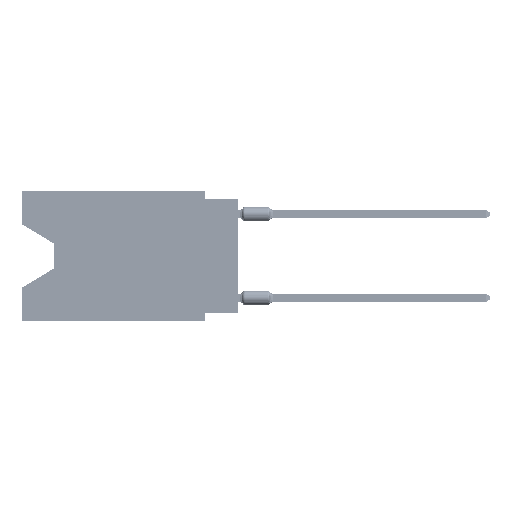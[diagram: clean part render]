
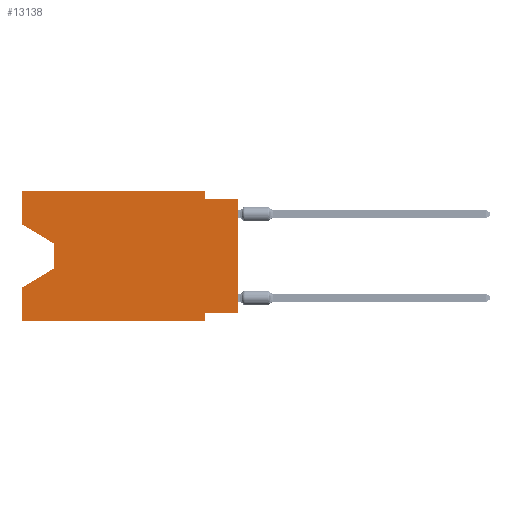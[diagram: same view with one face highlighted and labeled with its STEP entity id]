
A CAD part, left-side view. The second image highlights one B-rep face of the part: STEP entity #13138.
In plain terms, the highlighted planar face has unit normal (-1, 0, 0).
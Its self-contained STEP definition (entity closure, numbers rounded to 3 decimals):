
#717 = VERTEX_POINT ( 'NONE', #62114 ) ;
#2410 = CARTESIAN_POINT ( 'NONE',  ( 0., 16.383, -9.906 ) ) ;
#2586 = ORIENTED_EDGE ( 'NONE', *, *, #14449, .F. ) ;
#3249 = EDGE_CURVE ( 'NONE', #5021, #16920, #55449, .T. ) ;
#3250 = LINE ( 'NONE', #49807, #48929 ) ;
#3426 = ORIENTED_EDGE ( 'NONE', *, *, #54306, .F. ) ;
#3435 = ORIENTED_EDGE ( 'NONE', *, *, #63415, .T. ) ;
#3449 = CARTESIAN_POINT ( 'NONE',  ( 0., 16.383, 0. ) ) ;
#3829 = DIRECTION ( 'NONE',  ( 0., 1., 0. ) ) ;
#3833 = CARTESIAN_POINT ( 'NONE',  ( 0., 2.54, -9.906 ) ) ;
#4510 = ORIENTED_EDGE ( 'NONE', *, *, #63407, .T. ) ;
#5021 = VERTEX_POINT ( 'NONE', #36195 ) ;
#5380 = DIRECTION ( 'NONE',  ( 0., -1., 0. ) ) ;
#6234 = VERTEX_POINT ( 'NONE', #3449 ) ;
#6783 = VECTOR ( 'NONE', #8210, 1000. ) ;
#8054 = CARTESIAN_POINT ( 'NONE',  ( 0., 2.54, 0. ) ) ;
#8210 = DIRECTION ( 'NONE',  ( 0., -1., 0. ) ) ;
#9063 = ORIENTED_EDGE ( 'NONE', *, *, #31849, .F. ) ;
#10211 = VECTOR ( 'NONE', #25847, 1000. ) ;
#11567 = PLANE ( 'NONE',  #39635 ) ;
#11599 = ORIENTED_EDGE ( 'NONE', *, *, #3249, .T. ) ;
#11627 = CARTESIAN_POINT ( 'NONE',  ( 0., 16.383, -2.546 ) ) ;
#12722 = LINE ( 'NONE', #43521, #65681 ) ;
#13138 = ADVANCED_FACE ( 'NONE', ( #31454 ), #11567, .F. ) ;
#14262 = CARTESIAN_POINT ( 'NONE',  ( 0., 16.383, -7.36 ) ) ;
#14449 = EDGE_CURVE ( 'NONE', #40802, #6234, #32799, .T. ) ;
#15709 = DIRECTION ( 'NONE',  ( 1., 0., 0. ) ) ;
#15946 = CARTESIAN_POINT ( 'NONE',  ( 0., 16.383, 0. ) ) ;
#16849 = EDGE_CURVE ( 'NONE', #64464, #34081, #50722, .T. ) ;
#16920 = VERTEX_POINT ( 'NONE', #60334 ) ;
#17087 = VECTOR ( 'NONE', #5380, 1000. ) ;
#18060 = VECTOR ( 'NONE', #58817, 1000. ) ;
#18134 = EDGE_LOOP ( 'NONE', ( #48453, #61815, #3435, #9063, #11599, #67177, #20650, #4510, #30020, #3426, #35069, #2586 ) ) ;
#18565 = CARTESIAN_POINT ( 'NONE',  ( 0., 0., -9.271 ) ) ;
#20434 = LINE ( 'NONE', #51253, #32127 ) ;
#20650 = ORIENTED_EDGE ( 'NONE', *, *, #16849, .F. ) ;
#20835 = VERTEX_POINT ( 'NONE', #26576 ) ;
#23657 = CARTESIAN_POINT ( 'NONE',  ( 0., 0., 0. ) ) ;
#25051 = DIRECTION ( 'NONE',  ( 0., 0., -1. ) ) ;
#25108 = EDGE_CURVE ( 'NONE', #34081, #16920, #45263, .T. ) ;
#25847 = DIRECTION ( 'NONE',  ( 0., 0., -1. ) ) ;
#26386 = EDGE_CURVE ( 'NONE', #6234, #30290, #3250, .T. ) ;
#26576 = CARTESIAN_POINT ( 'NONE',  ( 0., 2.54, -0.635 ) ) ;
#26891 = LINE ( 'NONE', #15946, #42856 ) ;
#27131 = CARTESIAN_POINT ( 'NONE',  ( 0., 0., -9.271 ) ) ;
#28028 = VERTEX_POINT ( 'NONE', #37665 ) ;
#29279 = DIRECTION ( 'NONE',  ( 0., -1., 0. ) ) ;
#30020 = ORIENTED_EDGE ( 'NONE', *, *, #66368, .F. ) ;
#30290 = VERTEX_POINT ( 'NONE', #8054 ) ;
#31454 = FACE_OUTER_BOUND ( 'NONE', #18134, .T. ) ;
#31849 = EDGE_CURVE ( 'NONE', #5021, #38548, #26891, .T. ) ;
#32125 = CARTESIAN_POINT ( 'NONE',  ( 0., 16.383, 0. ) ) ;
#32127 = VECTOR ( 'NONE', #35511, 1000. ) ;
#32451 = DIRECTION ( 'NONE',  ( 0., 0., -1. ) ) ;
#32464 = CARTESIAN_POINT ( 'NONE',  ( 0., 16.383, 0. ) ) ;
#32799 = LINE ( 'NONE', #32464, #18060 ) ;
#34081 = VERTEX_POINT ( 'NONE', #53733 ) ;
#35069 = ORIENTED_EDGE ( 'NONE', *, *, #26386, .F. ) ;
#35355 = VERTEX_POINT ( 'NONE', #66337 ) ;
#35511 = DIRECTION ( 'NONE',  ( 0., -0.855, -0.519 ) ) ;
#36195 = CARTESIAN_POINT ( 'NONE',  ( 0., 16.383, -9.906 ) ) ;
#37665 = CARTESIAN_POINT ( 'NONE',  ( 0., 13.97, -4.013 ) ) ;
#38548 = VERTEX_POINT ( 'NONE', #14262 ) ;
#39014 = VECTOR ( 'NONE', #3829, 1000. ) ;
#39413 = DIRECTION ( 'NONE',  ( 0., 0., 1. ) ) ;
#39635 = AXIS2_PLACEMENT_3D ( 'NONE', #32125, #15709, #32451 ) ;
#40802 = VERTEX_POINT ( 'NONE', #11627 ) ;
#42856 = VECTOR ( 'NONE', #52210, 1000. ) ;
#43015 = LINE ( 'NONE', #58770, #17087 ) ;
#43500 = EDGE_CURVE ( 'NONE', #28028, #717, #57757, .T. ) ;
#43521 = CARTESIAN_POINT ( 'NONE',  ( 0., 13.97, -5.893 ) ) ;
#45263 = LINE ( 'NONE', #3833, #67554 ) ;
#46054 = CARTESIAN_POINT ( 'NONE',  ( 0., 2.54, 0. ) ) ;
#47515 = EDGE_CURVE ( 'NONE', #40802, #28028, #20434, .T. ) ;
#48152 = CARTESIAN_POINT ( 'NONE',  ( 0., 13.97, -4.013 ) ) ;
#48453 = ORIENTED_EDGE ( 'NONE', *, *, #47515, .T. ) ;
#48662 = LINE ( 'NONE', #23657, #53647 ) ;
#48929 = VECTOR ( 'NONE', #29279, 1000. ) ;
#49807 = CARTESIAN_POINT ( 'NONE',  ( 0., 16.383, 0. ) ) ;
#50722 = LINE ( 'NONE', #18565, #39014 ) ;
#50846 = LINE ( 'NONE', #46054, #10211 ) ;
#51253 = CARTESIAN_POINT ( 'NONE',  ( 0., 16.383, -2.546 ) ) ;
#52210 = DIRECTION ( 'NONE',  ( 0., 0., 1. ) ) ;
#53457 = DIRECTION ( 'NONE',  ( 0., 0.855, -0.519 ) ) ;
#53647 = VECTOR ( 'NONE', #39413, 1000. ) ;
#53733 = CARTESIAN_POINT ( 'NONE',  ( 0., 2.54, -9.271 ) ) ;
#54306 = EDGE_CURVE ( 'NONE', #30290, #20835, #50846, .T. ) ;
#55449 = LINE ( 'NONE', #2410, #6783 ) ;
#56926 = VECTOR ( 'NONE', #57416, 1000. ) ;
#57416 = DIRECTION ( 'NONE',  ( 0., 0., -1. ) ) ;
#57757 = LINE ( 'NONE', #48152, #56926 ) ;
#58770 = CARTESIAN_POINT ( 'NONE',  ( 0., 0., -0.635 ) ) ;
#58817 = DIRECTION ( 'NONE',  ( 0., 0., 1. ) ) ;
#60334 = CARTESIAN_POINT ( 'NONE',  ( 0., 2.54, -9.906 ) ) ;
#61815 = ORIENTED_EDGE ( 'NONE', *, *, #43500, .T. ) ;
#62114 = CARTESIAN_POINT ( 'NONE',  ( 0., 13.97, -5.893 ) ) ;
#63407 = EDGE_CURVE ( 'NONE', #64464, #35355, #48662, .T. ) ;
#63415 = EDGE_CURVE ( 'NONE', #717, #38548, #12722, .T. ) ;
#64464 = VERTEX_POINT ( 'NONE', #27131 ) ;
#65681 = VECTOR ( 'NONE', #53457, 1000. ) ;
#66337 = CARTESIAN_POINT ( 'NONE',  ( 0., 0., -0.635 ) ) ;
#66368 = EDGE_CURVE ( 'NONE', #20835, #35355, #43015, .T. ) ;
#67177 = ORIENTED_EDGE ( 'NONE', *, *, #25108, .F. ) ;
#67554 = VECTOR ( 'NONE', #25051, 1000. ) ;
